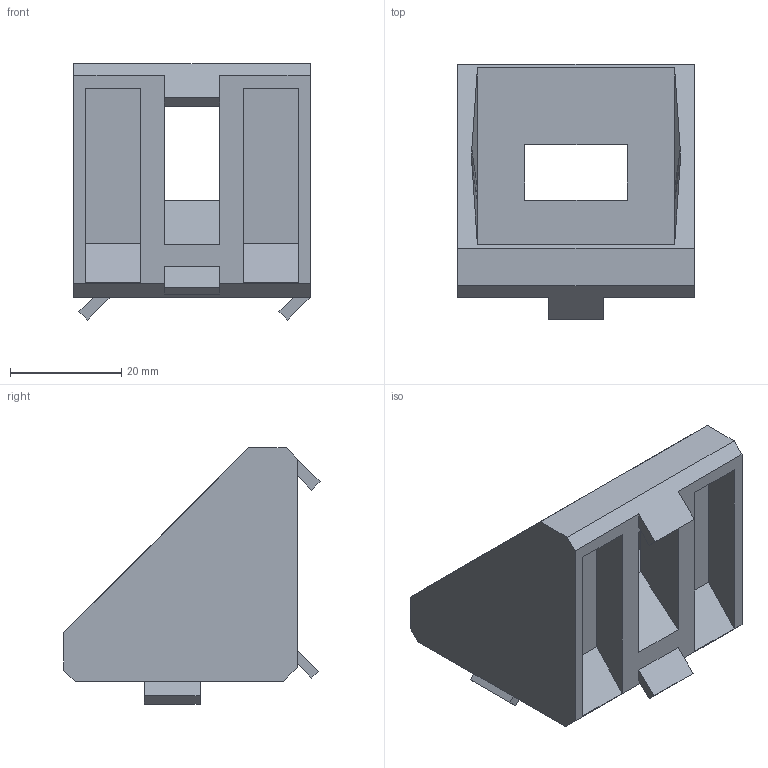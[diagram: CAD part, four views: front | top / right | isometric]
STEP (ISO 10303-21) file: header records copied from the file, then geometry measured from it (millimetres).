
FILE_DESCRIPTION (( 'STEP AP214' ), '1' );
FILE_NAME ('AL-310.3700A.01 Óãëîâîé ñîåäèíèòåëü 45õ45 ïîïåðå÷íûé, 45 ñåðèÿ.STEP', '2023-07-10T13:40:08', ( '' ), ( '' ), 'SwSTEP 2.0', 'SolidWorks 2021', '' );
FILE_SCHEMA (( 'AUTOMOTIVE_DESIGN' ));
Length unit declared in the file: millimetre
Products named in the file (1): AL-310.3700A.01 Óãëîâîé ñîåäèíèòåëü 45õ45 ïîïåðå÷íûé, 45 ñåðèÿ
Bounding box: 42.5 x 46.1 x 46.1 mm (x, y, z)
Volume: 22042 mm3; surface area: 13075.6 mm2
Topology: 1 solids, 1 shells, 72 faces, 179 edges, 116 vertices
Faces by surface type: plane 63, cylinder 6, torus 3
Entity records: 2138 total; most frequent: CARTESIAN_POINT 368, ORIENTED_EDGE 358, DIRECTION 338, EDGE_CURVE 179, VECTOR 166, LINE 166, VERTEX_POINT 116, AXIS2_PLACEMENT_3D 86
